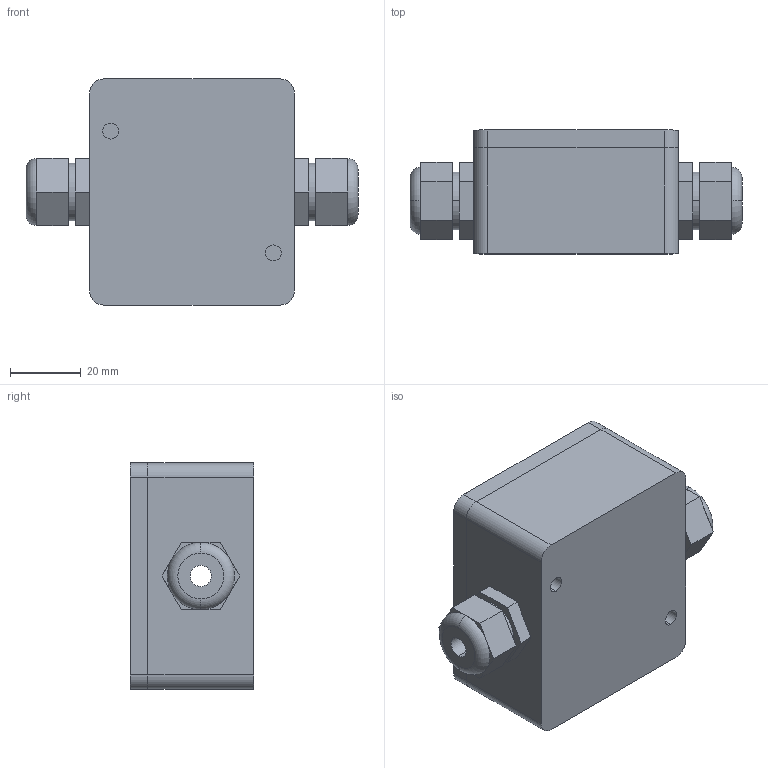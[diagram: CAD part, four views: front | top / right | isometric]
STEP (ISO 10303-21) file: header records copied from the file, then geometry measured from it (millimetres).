
FILE_DESCRIPTION (( 'STEP AP214' ), '1' );
FILE_NAME ('A1A.STEP', '2022-10-17T23:29:42', ( '' ), ( '' ), 'SwSTEP 2.0', 'SolidWorks 2022', '' );
FILE_SCHEMA (( 'AUTOMOTIVE_DESIGN' ));
Length unit declared in the file: millimetre
Products named in the file (1): A1A
Bounding box: 94 x 35 x 64 mm (x, y, z)
Volume: 70993.8 mm3; surface area: 34223.9 mm2
Topology: 2 solids, 2 shells, 310 faces, 750 edges, 464 vertices
Faces by surface type: plane 144, cylinder 100, cone 38, torus 28
Entity records: 9699 total; most frequent: DIRECTION 1636, CARTESIAN_POINT 1561, ORIENTED_EDGE 1484, EDGE_CURVE 742, AXIS2_PLACEMENT_3D 589, VERTEX_POINT 464, VECTOR 458, LINE 458
